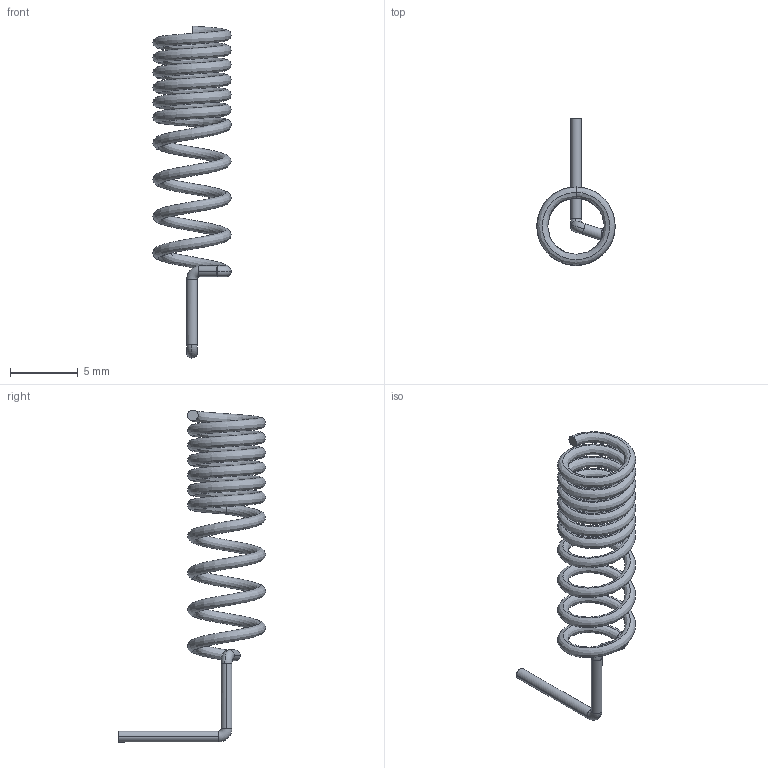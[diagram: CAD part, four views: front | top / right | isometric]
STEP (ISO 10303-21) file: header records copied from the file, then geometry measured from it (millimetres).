
FILE_DESCRIPTION (( 'STEP AP214' ), '1' );
FILE_NAME ('NB-IoT Antenna Bend Type 2.STEP', '2023-09-29T06:31:39', ( '' ), ( '' ), 'SwSTEP 2.0', 'SolidWorks 2016', '' );
FILE_SCHEMA (( 'AUTOMOTIVE_DESIGN' ));
Length unit declared in the file: millimetre
Products named in the file (1): NB-IoT Antenna Bend Type 2
Bounding box: 5.78 x 10.89 x 24.56 mm (x, y, z)
Volume: 88.8 mm3; surface area: 446.5 mm2
Topology: 1 solids, 1 shells, 23 faces, 58 edges, 37 vertices
Faces by surface type: cylinder 11, torus 6, bspline 4, plane 2
Entity records: 3626 total; most frequent: CARTESIAN_POINT 3045, DIRECTION 126, ORIENTED_EDGE 116, EDGE_CURVE 58, AXIS2_PLACEMENT_3D 58, CIRCLE 38, VERTEX_POINT 37, EDGE_LOOP 23
